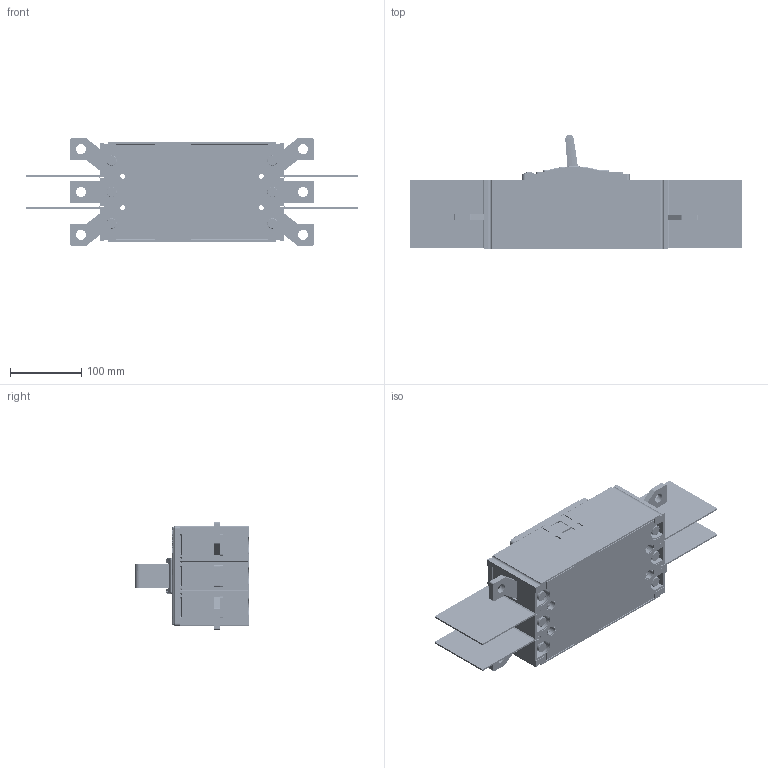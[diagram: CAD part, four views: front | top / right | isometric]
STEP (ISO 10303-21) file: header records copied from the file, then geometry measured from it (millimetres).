
FILE_DESCRIPTION((''),'2;1');
FILE_NAME('NXM-630-400-3P_ASM','2019-10-22T',('suyao'),(''),'PRO/ENGINEER BY PARAMETRIC TECHNOLOGY CORPORATION, 2007090','PRO/ENGINEER BY PARAMETRIC TECHNOLOGY CORPORATION, 2007090','');
FILE_SCHEMA(('CONFIG_CONTROL_DESIGN'));
Length unit declared in the file: millimetre
Products named in the file (59): 8ZTD-024-641_20_1; 8ZTD-946-085G_1_1; 8ZTD-150-009G_1_1; M4X10_GB818_1_1; D4_GB9074_26_1_1; D4_GB9074_24_1_1; M4X10_GB9074_4_ASM_1_ASM_1_ASM__ASM; M5X45_GB818_1_1; D5_GB9074_26_1_1; D5_GB9074_24_1_1; M5X45_GB9074_4_ASM_1_ASM_1_ASM__ASM; 8ZTD-552-071_5_1; 5ZTD-552-123_AF0_ASM_1_ASM_2_AS_ASM; 5ZTD-552-123_AF1_ASM_1_ASM_2_AS_ASM; 5ZTD-552-123_AF2_ASM_1_ASM_2_AS_ASM; 8ZTD-742-1657_3_1; 8ZTD-742-1658_3_1; 8ZTD-253-482_29_1; 8ZTD-742-1682_12_1; 8ZTD-742-1659_3_1; 8ZTD-552-073_5_1; 8-315-888_107_1; BM4X8_GB809_3_1; 5ZTD-315-361_ASM_37_ASM_1_ASM_A_ASM; 8ZTD-310-377_126_1; 8ZTD-253-669_16_1; M4X40_GB818_1_1; M4X40_GB9074_4_ASM_1_ASM_1_ASM__ASM; BM4X12_GB809_3_1; M3X10_GB823_1_1; D3_GB9074_26_1_1; D3_GB9074_24_1_1; M3X10_GB9074_8_ASM_2_ASM_1_ASM__ASM; 8ZTD-574-434_9_1; 8ZTD-574-435_4_1; PRT0001_1_1; PRT0002_1_1; PRT0003_1_1; PRT0004_1_1; PRT0005_1_1 ...
Assembly tree (108 placements, depth 8):
  NXM-630-400-3P_ASM
    NXM-630-400-3P_ASM_ASM
      2ZTD-256-406_ASM_ASM_ASM
        2ZTD-256-406_ASM_ASM_1_ASM_ASM_ASM
          2ZTD-256-406_ASM_52_ASM_2_ASM_A_ASM
            8ZTD-024-641_20_1
            8ZTD-946-085G_1_1  x6
            8ZTD-150-009G_1_1  x2
            M4X10_GB9074_4_ASM_1_ASM_1_ASM__ASM  x3
              M4X10_GB818_1_1
              D4_GB9074_26_1_1
              D4_GB9074_24_1_1
            M5X45_GB9074_4_ASM_1_ASM_1_ASM__ASM  x4
              M5X45_GB818_1_1
              D5_GB9074_26_1_1
              D5_GB9074_24_1_1
            5ZTD-552-123_AF0_ASM_1_ASM_2_AS_ASM
              8ZTD-552-071_5_1
            5ZTD-552-123_AF1_ASM_1_ASM_2_AS_ASM
              8ZTD-552-071_5_1
            5ZTD-552-123_AF2_ASM_1_ASM_2_AS_ASM
              8ZTD-552-071_5_1
            8ZTD-742-1657_3_1  x3
            8ZTD-742-1658_3_1  x3
            8ZTD-253-482_29_1
            8ZTD-742-1682_12_1
            8ZTD-742-1659_3_1  x3
            8ZTD-552-073_5_1
            5ZTD-315-361_ASM_37_ASM_1_ASM_A_ASM
              8-315-888_107_1
              BM4X8_GB809_3_1  x4
            8ZTD-310-377_126_1
            8ZTD-253-669_16_1
            M4X40_GB9074_4_ASM_1_ASM_1_ASM__ASM
              M4X40_GB818_1_1
              D4_GB9074_26_1_1
              D4_GB9074_24_1_1
            BM4X12_GB809_3_1
            M3X10_GB9074_8_ASM_2_ASM_1_ASM__ASM  x2
              M3X10_GB823_1_1
              D3_GB9074_26_1_1
              D3_GB9074_24_1_1
            8ZTD-574-434_9_1  x4
            8ZTD-574-435_4_1  x2
            CHINT_ASM_2_ASM_1_ASM_ASM_ASM
              ASM0002_ASM_1_ASM_1_ASM_ASM_ASM
                PRT0001_1_1
                PRT0002_1_1
                PRT0003_1_1
                PRT0004_1_1
                PRT0005_1_1
                PRT0006_1_1
            M4X40_GB818_1_1  x5
            M3X10_GB823_1_1  x2
            HEIP_7_1  x4
            5-850-101_ASM_1_ASM_1_ASM_ASM_ASM  x6
              M10X28_2_1
              M10-GB93_2_1
              M10-GB97-1_2_1
          M5X16_GB9074_8_ASM_1_ASM_ASM_ASM  x3
Bounding box: 465 x 159.58 x 150.5 mm (x, y, z)
Volume: 1621537.3 mm3; surface area: 878284.3 mm2
Topology: 118 solids, 157 shells, 6049 faces, 16307 edges, 10691 vertices
Faces by surface type: plane 3760, cylinder 1759, torus 176, bspline 133, cone 124, sphere 81, extrusion 15, revolution 1
Entity records: 152177 total; most frequent: CARTESIAN_POINT 33505, ORIENTED_EDGE 24852, DIRECTION 24073, EDGE_CURVE 12450, VECTOR 8806, LINE 8791, VERTEX_POINT 8230, AXIS2_PLACEMENT_3D 7633
